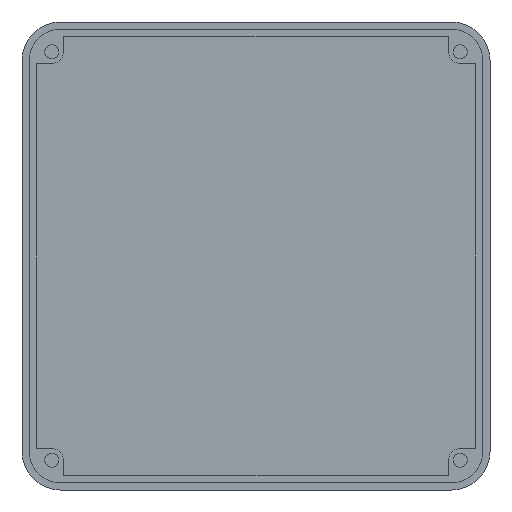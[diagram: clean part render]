
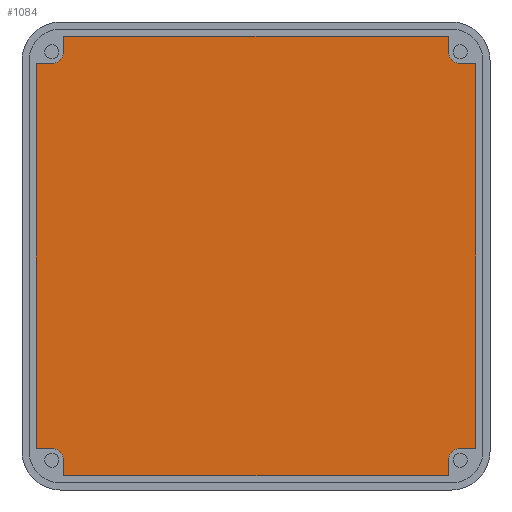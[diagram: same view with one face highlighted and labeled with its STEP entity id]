
A CAD part, front view. The second image highlights one B-rep face of the part: STEP entity #1084.
In plain terms, the highlighted planar face has unit normal (0, -1, 0).
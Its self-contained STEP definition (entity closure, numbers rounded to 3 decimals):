
#6 = ORIENTED_EDGE ( 'NONE', *, *, #1309, .T. ) ;
#10 = CARTESIAN_POINT ( 'NONE',  ( -80.006, -2., 91.3 ) ) ;
#66 = CARTESIAN_POINT ( 'NONE',  ( 80.006, -2., 0. ) ) ;
#105 = LINE ( 'NONE', #1024, #668 ) ;
#110 = ORIENTED_EDGE ( 'NONE', *, *, #1457, .T. ) ;
#126 = CARTESIAN_POINT ( 'NONE',  ( 80.006, -2., 91.3 ) ) ;
#153 = VERTEX_POINT ( 'NONE', #1153 ) ;
#167 = VERTEX_POINT ( 'NONE', #1281 ) ;
#171 = CARTESIAN_POINT ( 'NONE',  ( 0., -2., 80.006 ) ) ;
#194 = ORIENTED_EDGE ( 'NONE', *, *, #903, .F. ) ;
#216 = CARTESIAN_POINT ( 'NONE',  ( -84.906, -2., 80.006 ) ) ;
#224 = DIRECTION ( 'NONE',  ( 1., 0., 0. ) ) ;
#227 = DIRECTION ( 'NONE',  ( -1., 0., 0. ) ) ;
#254 = AXIS2_PLACEMENT_3D ( 'NONE', #1000, #530, #553 ) ;
#262 = LINE ( 'NONE', #505, #1043 ) ;
#269 = DIRECTION ( 'NONE',  ( 0., 0., 1. ) ) ;
#270 = VERTEX_POINT ( 'NONE', #1089 ) ;
#275 = EDGE_CURVE ( 'NONE', #607, #1444, #1060, .T. ) ;
#304 = DIRECTION ( 'NONE',  ( 0., 0., -1. ) ) ;
#323 = VERTEX_POINT ( 'NONE', #1410 ) ;
#353 = LINE ( 'NONE', #932, #966 ) ;
#355 = EDGE_CURVE ( 'NONE', #891, #623, #1417, .T. ) ;
#358 = VERTEX_POINT ( 'NONE', #841 ) ;
#372 = LINE ( 'NONE', #827, #1279 ) ;
#375 = DIRECTION ( 'NONE',  ( 1., 0., 0. ) ) ;
#380 = CARTESIAN_POINT ( 'NONE',  ( 0., -2., -80.006 ) ) ;
#408 = ORIENTED_EDGE ( 'NONE', *, *, #543, .T. ) ;
#448 = VERTEX_POINT ( 'NONE', #552 ) ;
#449 = CARTESIAN_POINT ( 'NONE',  ( 80.006, -2., 84.906 ) ) ;
#452 = LINE ( 'NONE', #1146, #1395 ) ;
#485 = ORIENTED_EDGE ( 'NONE', *, *, #1425, .F. ) ;
#488 = AXIS2_PLACEMENT_3D ( 'NONE', #583, #594, #1036 ) ;
#489 = CARTESIAN_POINT ( 'NONE',  ( -80.006, -2., 0. ) ) ;
#498 = DIRECTION ( 'NONE',  ( 0., 0., -1. ) ) ;
#500 = DIRECTION ( 'NONE',  ( 0., 0., 1. ) ) ;
#504 = DIRECTION ( 'NONE',  ( 1., 0., 0. ) ) ;
#505 = CARTESIAN_POINT ( 'NONE',  ( 80.006, -2., 0. ) ) ;
#530 = DIRECTION ( 'NONE',  ( 0., 1., 0. ) ) ;
#534 = ORIENTED_EDGE ( 'NONE', *, *, #1071, .T. ) ;
#543 = EDGE_CURVE ( 'NONE', #1436, #358, #353, .T. ) ;
#545 = EDGE_LOOP ( 'NONE', ( #636, #906, #839, #408, #915, #1327, #622, #1094, #1466, #110, #551, #485, #194, #740, #534, #6 ) ) ;
#551 = ORIENTED_EDGE ( 'NONE', *, *, #275, .T. ) ;
#552 = CARTESIAN_POINT ( 'NONE',  ( -91.3, -2., 80.006 ) ) ;
#553 = DIRECTION ( 'NONE',  ( 0., 0., 1. ) ) ;
#566 = VECTOR ( 'NONE', #632, 1000. ) ;
#583 = CARTESIAN_POINT ( 'NONE',  ( 84.906, -2., 84.906 ) ) ;
#594 = DIRECTION ( 'NONE',  ( 0., 1., 0. ) ) ;
#595 = CIRCLE ( 'NONE', #488, 4.9 ) ;
#605 = CARTESIAN_POINT ( 'NONE',  ( 0., -2., 0. ) ) ;
#607 = VERTEX_POINT ( 'NONE', #449 ) ;
#610 = CARTESIAN_POINT ( 'NONE',  ( -84.906, -2., -80.006 ) ) ;
#622 = ORIENTED_EDGE ( 'NONE', *, *, #355, .T. ) ;
#623 = VERTEX_POINT ( 'NONE', #1392 ) ;
#632 = DIRECTION ( 'NONE',  ( -1., 0., 0. ) ) ;
#636 = ORIENTED_EDGE ( 'NONE', *, *, #885, .F. ) ;
#638 = VECTOR ( 'NONE', #375, 1000. ) ;
#668 = VECTOR ( 'NONE', #803, 1000. ) ;
#710 = VECTOR ( 'NONE', #304, 1000. ) ;
#715 = LINE ( 'NONE', #1260, #1135 ) ;
#717 = EDGE_CURVE ( 'NONE', #1323, #891, #845, .T. ) ;
#718 = CARTESIAN_POINT ( 'NONE',  ( -84.906, -2., -84.906 ) ) ;
#733 = AXIS2_PLACEMENT_3D ( 'NONE', #718, #961, #1416 ) ;
#734 = CARTESIAN_POINT ( 'NONE',  ( 80.006, -2., -84.906 ) ) ;
#740 = ORIENTED_EDGE ( 'NONE', *, *, #1170, .T. ) ;
#742 = LINE ( 'NONE', #1295, #638 ) ;
#763 = EDGE_CURVE ( 'NONE', #167, #623, #1002, .T. ) ;
#773 = CARTESIAN_POINT ( 'NONE',  ( 91.3, -2., 0. ) ) ;
#803 = DIRECTION ( 'NONE',  ( 0., 0., -1. ) ) ;
#808 = CIRCLE ( 'NONE', #254, 4.9 ) ;
#817 = DIRECTION ( 'NONE',  ( 0., 0., 1. ) ) ;
#827 = CARTESIAN_POINT ( 'NONE',  ( 0., -2., 91.3 ) ) ;
#829 = LINE ( 'NONE', #171, #566 ) ;
#831 = CARTESIAN_POINT ( 'NONE',  ( 84.906, -2., -84.906 ) ) ;
#839 = ORIENTED_EDGE ( 'NONE', *, *, #1379, .T. ) ;
#841 = CARTESIAN_POINT ( 'NONE',  ( 80.006, -2., -91.3 ) ) ;
#845 = CIRCLE ( 'NONE', #1159, 4.9 ) ;
#866 = VECTOR ( 'NONE', #504, 1000. ) ;
#885 = EDGE_CURVE ( 'NONE', #1064, #270, #715, .T. ) ;
#891 = VERTEX_POINT ( 'NONE', #1042 ) ;
#903 = EDGE_CURVE ( 'NONE', #323, #980, #452, .T. ) ;
#906 = ORIENTED_EDGE ( 'NONE', *, *, #1330, .T. ) ;
#915 = ORIENTED_EDGE ( 'NONE', *, *, #1026, .F. ) ;
#932 = CARTESIAN_POINT ( 'NONE',  ( 0., -2., -91.3 ) ) ;
#945 = DIRECTION ( 'NONE',  ( 0., 1., 0. ) ) ;
#955 = DIRECTION ( 'NONE',  ( 0., 0., -1. ) ) ;
#961 = DIRECTION ( 'NONE',  ( 0., 1., 0. ) ) ;
#966 = VECTOR ( 'NONE', #224, 1000. ) ;
#970 = DIRECTION ( 'NONE',  ( 0., 0., 1. ) ) ;
#971 = PLANE ( 'NONE',  #1443 ) ;
#980 = VERTEX_POINT ( 'NONE', #10 ) ;
#1000 = CARTESIAN_POINT ( 'NONE',  ( -84.906, -2., 84.906 ) ) ;
#1002 = LINE ( 'NONE', #773, #710 ) ;
#1024 = CARTESIAN_POINT ( 'NONE',  ( -91.3, -2., 0. ) ) ;
#1026 = EDGE_CURVE ( 'NONE', #1323, #358, #262, .T. ) ;
#1036 = DIRECTION ( 'NONE',  ( 0., 0., 1. ) ) ;
#1042 = CARTESIAN_POINT ( 'NONE',  ( 84.906, -2., -80.006 ) ) ;
#1043 = VECTOR ( 'NONE', #498, 1000. ) ;
#1044 = VECTOR ( 'NONE', #955, 1000. ) ;
#1051 = EDGE_CURVE ( 'NONE', #1224, #167, #742, .T. ) ;
#1058 = LINE ( 'NONE', #489, #1044 ) ;
#1060 = LINE ( 'NONE', #66, #1341 ) ;
#1062 = DIRECTION ( 'NONE',  ( 0., 1., 0. ) ) ;
#1064 = VERTEX_POINT ( 'NONE', #610 ) ;
#1071 = EDGE_CURVE ( 'NONE', #1242, #448, #829, .T. ) ;
#1084 = ADVANCED_FACE ( 'NONE', ( #1174 ), #971, .F. ) ;
#1089 = CARTESIAN_POINT ( 'NONE',  ( -91.3, -2., -80.006 ) ) ;
#1094 = ORIENTED_EDGE ( 'NONE', *, *, #763, .F. ) ;
#1135 = VECTOR ( 'NONE', #227, 1000. ) ;
#1146 = CARTESIAN_POINT ( 'NONE',  ( -80.006, -2., 0. ) ) ;
#1147 = CARTESIAN_POINT ( 'NONE',  ( -80.006, -2., -91.3 ) ) ;
#1153 = CARTESIAN_POINT ( 'NONE',  ( -80.006, -2., -84.906 ) ) ;
#1159 = AXIS2_PLACEMENT_3D ( 'NONE', #831, #945, #500 ) ;
#1170 = EDGE_CURVE ( 'NONE', #323, #1242, #808, .T. ) ;
#1174 = FACE_OUTER_BOUND ( 'NONE', #545, .T. ) ;
#1224 = VERTEX_POINT ( 'NONE', #1381 ) ;
#1242 = VERTEX_POINT ( 'NONE', #216 ) ;
#1260 = CARTESIAN_POINT ( 'NONE',  ( 0., -2., -80.006 ) ) ;
#1279 = VECTOR ( 'NONE', #1280, 1000. ) ;
#1280 = DIRECTION ( 'NONE',  ( 1., 0., 0. ) ) ;
#1281 = CARTESIAN_POINT ( 'NONE',  ( 91.3, -2., 80.006 ) ) ;
#1295 = CARTESIAN_POINT ( 'NONE',  ( 0., -2., 80.006 ) ) ;
#1309 = EDGE_CURVE ( 'NONE', #448, #270, #105, .T. ) ;
#1323 = VERTEX_POINT ( 'NONE', #734 ) ;
#1327 = ORIENTED_EDGE ( 'NONE', *, *, #717, .T. ) ;
#1330 = EDGE_CURVE ( 'NONE', #1064, #153, #1423, .T. ) ;
#1341 = VECTOR ( 'NONE', #970, 1000. ) ;
#1379 = EDGE_CURVE ( 'NONE', #153, #1436, #1058, .T. ) ;
#1381 = CARTESIAN_POINT ( 'NONE',  ( 84.906, -2., 80.006 ) ) ;
#1392 = CARTESIAN_POINT ( 'NONE',  ( 91.3, -2., -80.006 ) ) ;
#1395 = VECTOR ( 'NONE', #817, 1000. ) ;
#1410 = CARTESIAN_POINT ( 'NONE',  ( -80.006, -2., 84.906 ) ) ;
#1416 = DIRECTION ( 'NONE',  ( 0., 0., 1. ) ) ;
#1417 = LINE ( 'NONE', #380, #866 ) ;
#1423 = CIRCLE ( 'NONE', #733, 4.9 ) ;
#1425 = EDGE_CURVE ( 'NONE', #980, #1444, #372, .T. ) ;
#1436 = VERTEX_POINT ( 'NONE', #1147 ) ;
#1443 = AXIS2_PLACEMENT_3D ( 'NONE', #605, #1062, #269 ) ;
#1444 = VERTEX_POINT ( 'NONE', #126 ) ;
#1457 = EDGE_CURVE ( 'NONE', #1224, #607, #595, .T. ) ;
#1466 = ORIENTED_EDGE ( 'NONE', *, *, #1051, .F. ) ;
